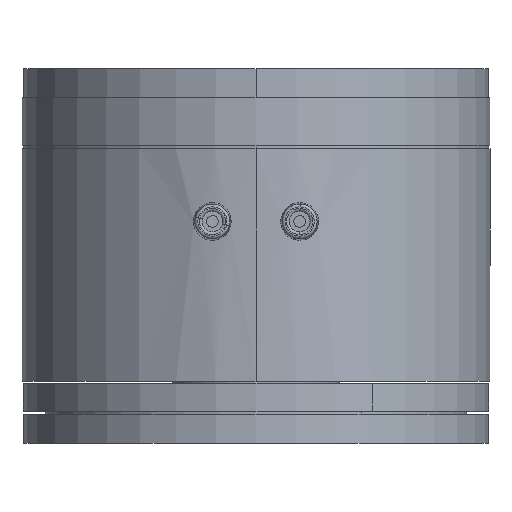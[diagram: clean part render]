
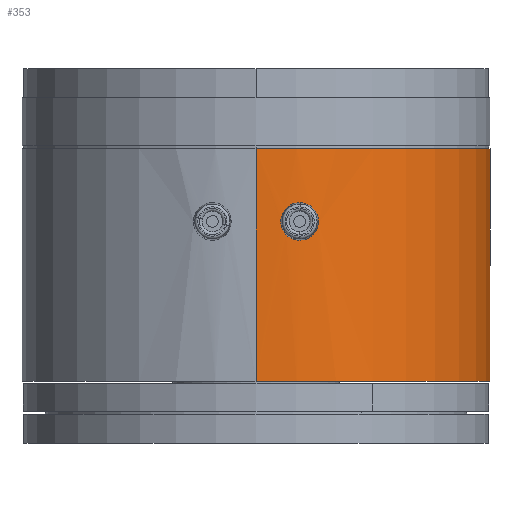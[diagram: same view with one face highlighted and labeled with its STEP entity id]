
A CAD part, front view. The second image highlights one B-rep face of the part: STEP entity #353.
In plain terms, the highlighted cylindrical face has radius 16.1 mm (diameter 32.2 mm), a partial arc.
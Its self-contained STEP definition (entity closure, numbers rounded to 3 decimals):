
#37 = CARTESIAN_POINT ( 'NONE',  ( 2.253, -15.942, -9.436 ) ) ;
#52 = DIRECTION ( 'NONE',  ( 0., -1., 0. ) ) ;
#105 = CARTESIAN_POINT ( 'NONE',  ( 2.882, -15.841, -9.203 ) ) ;
#349 = CARTESIAN_POINT ( 'NONE',  ( 3.754, -15.657, -11.567 ) ) ;
#353 = ADVANCED_FACE ( 'NONE', ( #1729, #4159 ), #2245, .T. ) ;
#364 = LINE ( 'NONE', #4129, #3504 ) ;
#487 = CARTESIAN_POINT ( 'NONE',  ( 4.246, -15.53, -10.123 ) ) ;
#688 = CARTESIAN_POINT ( 'NONE',  ( 1.76, -16.004, -10.114 ) ) ;
#723 = CARTESIAN_POINT ( 'NONE',  ( 1.716, -16.008, -10.623 ) ) ;
#770 = EDGE_CURVE ( 'NONE', #3050, #6471, #364, .T. ) ;
#949 = CARTESIAN_POINT ( 'NONE',  ( 3.831, -15.638, -9.49 ) ) ;
#1035 = VERTEX_POINT ( 'NONE', #7486 ) ;
#1078 = CARTESIAN_POINT ( 'NONE',  ( 4.244, -15.531, -10.886 ) ) ;
#1235 = AXIS2_PLACEMENT_3D ( 'NONE', #2337, #4742, #6580 ) ;
#1431 = ORIENTED_EDGE ( 'NONE', *, *, #770, .F. ) ;
#1483 = DIRECTION ( 'NONE',  ( 0., 0., -1. ) ) ;
#1635 = CARTESIAN_POINT ( 'NONE',  ( 4.215, -15.539, -10.968 ) ) ;
#1682 = AXIS2_PLACEMENT_3D ( 'NONE', #4539, #1483, #6933 ) ;
#1729 = FACE_BOUND ( 'NONE', #3278, .T. ) ;
#1767 = CARTESIAN_POINT ( 'NONE',  ( 4.296, -15.516, -10.635 ) ) ;
#1842 = CARTESIAN_POINT ( 'NONE',  ( 1.743, -16.005, -10.79 ) ) ;
#1874 = CARTESIAN_POINT ( 'NONE',  ( 2.785, -15.857, -11.776 ) ) ;
#1907 = VERTEX_POINT ( 'NONE', #3888 ) ;
#1970 = ORIENTED_EDGE ( 'NONE', *, *, #4941, .F. ) ;
#2199 = CARTESIAN_POINT ( 'NONE',  ( 3.121, -15.796, -11.798 ) ) ;
#2241 = CARTESIAN_POINT ( 'NONE',  ( 3.048, -15.809, -9.209 ) ) ;
#2245 = CYLINDRICAL_SURFACE ( 'NONE', #1235, 16.1 ) ;
#2337 = CARTESIAN_POINT ( 'NONE',  ( 0., 0., -5.5 ) ) ;
#2450 = CARTESIAN_POINT ( 'NONE',  ( 0., 16.1, -5.5 ) ) ;
#2473 = CARTESIAN_POINT ( 'NONE',  ( 0., 16.1, -5.5 ) ) ;
#2493 = CARTESIAN_POINT ( 'NONE',  ( 2.713, -15.871, -9.23 ) ) ;
#2567 = CARTESIAN_POINT ( 'NONE',  ( 3.048, -15.809, -9.209 ) ) ;
#2604 = CARTESIAN_POINT ( 'NONE',  ( 2.869, -15.842, -11.787 ) ) ;
#2747 = EDGE_CURVE ( 'NONE', #1907, #7772, #6056, .T. ) ;
#2845 = ORIENTED_EDGE ( 'NONE', *, *, #4253, .T. ) ;
#2883 = CARTESIAN_POINT ( 'NONE',  ( 4.186, -15.546, -9.963 ) ) ;
#2928 = CARTESIAN_POINT ( 'NONE',  ( 3.216, -15.777, -9.214 ) ) ;
#2990 = EDGE_CURVE ( 'NONE', #1035, #7497, #4791, .T. ) ;
#3016 = ORIENTED_EDGE ( 'NONE', *, *, #3743, .F. ) ;
#3050 = VERTEX_POINT ( 'NONE', #6947 ) ;
#3084 = CARTESIAN_POINT ( 'NONE',  ( 1.71, -16.009, -10.537 ) ) ;
#3278 = EDGE_LOOP ( 'NONE', ( #5795, #2845 ) ) ;
#3360 = DIRECTION ( 'NONE',  ( 0., 0., 1. ) ) ;
#3374 = CARTESIAN_POINT ( 'NONE',  ( 0., -16.1, -5.5 ) ) ;
#3504 = VECTOR ( 'NONE', #3360, 1000. ) ;
#3518 = CARTESIAN_POINT ( 'NONE',  ( 2.952, -15.827, -11.791 ) ) ;
#3554 = CARTESIAN_POINT ( 'NONE',  ( 4.296, -15.516, -10.376 ) ) ;
#3650 = CARTESIAN_POINT ( 'NONE',  ( 0., 0., -5.5 ) ) ;
#3712 = CARTESIAN_POINT ( 'NONE',  ( 2.623, -15.885, -11.737 ) ) ;
#3743 = EDGE_CURVE ( 'NONE', #1907, #3050, #4588, .T. ) ;
#3748 = CARTESIAN_POINT ( 'NONE',  ( 2.544, -15.898, -11.71 ) ) ;
#3782 = CARTESIAN_POINT ( 'NONE',  ( 3.048, -15.809, -9.209 ) ) ;
#3888 = CARTESIAN_POINT ( 'NONE',  ( 0., 16.1, -21.5 ) ) ;
#4069 = CARTESIAN_POINT ( 'NONE',  ( 4.003, -15.595, -11.34 ) ) ;
#4129 = CARTESIAN_POINT ( 'NONE',  ( 0., -16.1, -5.5 ) ) ;
#4149 = DIRECTION ( 'NONE',  ( 0., 0., 1. ) ) ;
#4157 = CARTESIAN_POINT ( 'NONE',  ( 4.148, -15.557, -9.887 ) ) ;
#4159 = FACE_OUTER_BOUND ( 'NONE', #6527, .T. ) ;
#4226 = CARTESIAN_POINT ( 'NONE',  ( 1.943, -15.983, -11.256 ) ) ;
#4253 = EDGE_CURVE ( 'NONE', #7497, #1035, #6742, .T. ) ;
#4265 = CARTESIAN_POINT ( 'NONE',  ( 1.72, -16.008, -10.283 ) ) ;
#4342 = CARTESIAN_POINT ( 'NONE',  ( 1.853, -15.993, -11.11 ) ) ;
#4539 = CARTESIAN_POINT ( 'NONE',  ( 0., 0., -21.5 ) ) ;
#4588 = CIRCLE ( 'NONE', #1682, 16.1 ) ;
#4611 = CARTESIAN_POINT ( 'NONE',  ( 4.269, -15.524, -10.207 ) ) ;
#4645 = CARTESIAN_POINT ( 'NONE',  ( 3.69, -15.672, -9.39 ) ) ;
#4691 = CARTESIAN_POINT ( 'NONE',  ( 4.005, -15.594, -9.674 ) ) ;
#4742 = DIRECTION ( 'NONE',  ( 0., 0., 1. ) ) ;
#4791 = B_SPLINE_CURVE_WITH_KNOTS ( 'NONE', 3,
 ( #5577, #2604, #1874, #3712, #3748, #6128, #6648, #4226, #4342, #7248, #1842, #723, #3084, #4265, #688, #5541, #5472, #37, #6609, #2493, #105, #2567 ),
 .UNSPECIFIED., .F., .F.,
 ( 4, 2, 2, 2, 2, 2, 2, 2, 2, 2, 4 ),
 ( 0.005, 0.005, 0.006, 0.006, 0.007, 0.007, 0.007, 0.008, 0.008, 0.009, 0.009 ),
 .UNSPECIFIED. ) ;
#4941 = EDGE_CURVE ( 'NONE', #6471, #7772, #7179, .T. ) ;
#5274 = CARTESIAN_POINT ( 'NONE',  ( 3.607, -15.692, -11.657 ) ) ;
#5360 = CARTESIAN_POINT ( 'NONE',  ( 3.384, -15.741, -9.253 ) ) ;
#5451 = VECTOR ( 'NONE', #4149, 1000. ) ;
#5472 = CARTESIAN_POINT ( 'NONE',  ( 2.003, -15.975, -9.666 ) ) ;
#5487 = ORIENTED_EDGE ( 'NONE', *, *, #2747, .T. ) ;
#5541 = CARTESIAN_POINT ( 'NONE',  ( 1.901, -15.988, -9.808 ) ) ;
#5577 = CARTESIAN_POINT ( 'NONE',  ( 2.952, -15.827, -11.791 ) ) ;
#5773 = CARTESIAN_POINT ( 'NONE',  ( 4.107, -15.568, -11.2 ) ) ;
#5795 = ORIENTED_EDGE ( 'NONE', *, *, #2990, .T. ) ;
#5947 = CARTESIAN_POINT ( 'NONE',  ( 4.284, -15.52, -10.72 ) ) ;
#6028 = DIRECTION ( 'NONE',  ( 0., 0., 1. ) ) ;
#6056 = LINE ( 'NONE', #2450, #5451 ) ;
#6128 = CARTESIAN_POINT ( 'NONE',  ( 2.314, -15.934, -11.605 ) ) ;
#6286 = AXIS2_PLACEMENT_3D ( 'NONE', #3650, #6028, #52 ) ;
#6471 = VERTEX_POINT ( 'NONE', #3374 ) ;
#6486 = CARTESIAN_POINT ( 'NONE',  ( 4.057, -15.58, -9.742 ) ) ;
#6527 = EDGE_LOOP ( 'NONE', ( #3016, #5487, #1970, #1431 ) ) ;
#6580 = DIRECTION ( 'NONE',  ( 0., -1., 0. ) ) ;
#6609 = CARTESIAN_POINT ( 'NONE',  ( 2.399, -15.921, -9.347 ) ) ;
#6648 = CARTESIAN_POINT ( 'NONE',  ( 2.176, -15.953, -11.505 ) ) ;
#6742 = B_SPLINE_CURVE_WITH_KNOTS ( 'NONE', 3,
 ( #2241, #2928, #5360, #4645, #949, #4691, #6486, #4157, #2883, #487, #4611, #3554, #7770, #1767, #5947, #1078, #1635, #5773, #4069, #349, #5274, #7681, #2199, #3518 ),
 .UNSPECIFIED., .F., .F.,
 ( 4, 2, 2, 2, 2, 2, 2, 2, 2, 2, 2, 4 ),
 ( 0.001, 0.002, 0.002, 0.002, 0.003, 0.003, 0.003, 0.003, 0.004, 0.004, 0.005, 0.005 ),
 .UNSPECIFIED. ) ;
#6933 = DIRECTION ( 'NONE',  ( 0., 1., 0. ) ) ;
#6947 = CARTESIAN_POINT ( 'NONE',  ( 0., -16.1, -21.5 ) ) ;
#7179 = CIRCLE ( 'NONE', #6286, 16.1 ) ;
#7248 = CARTESIAN_POINT ( 'NONE',  ( 1.764, -16.003, -10.872 ) ) ;
#7486 = CARTESIAN_POINT ( 'NONE',  ( 2.952, -15.827, -11.791 ) ) ;
#7497 = VERTEX_POINT ( 'NONE', #3782 ) ;
#7681 = CARTESIAN_POINT ( 'NONE',  ( 3.291, -15.761, -11.771 ) ) ;
#7770 = CARTESIAN_POINT ( 'NONE',  ( 4.302, -15.515, -10.461 ) ) ;
#7772 = VERTEX_POINT ( 'NONE', #2473 ) ;
